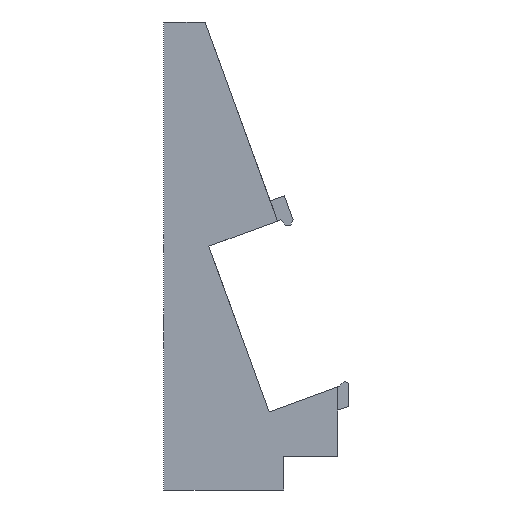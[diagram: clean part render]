
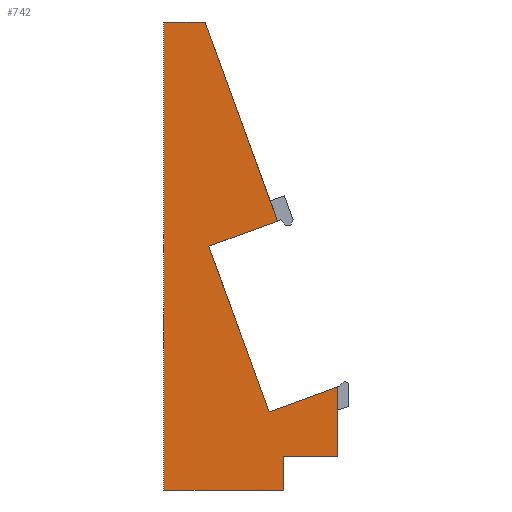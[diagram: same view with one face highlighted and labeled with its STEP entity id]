
A CAD part, left-side view. The second image highlights one B-rep face of the part: STEP entity #742.
In plain terms, the highlighted planar face has unit normal (-1, 0, 0).
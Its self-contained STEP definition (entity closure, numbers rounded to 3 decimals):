
#61=FACE_OUTER_BOUND('',#104,.T.);
#104=EDGE_LOOP('',(#636,#637,#638,#639,#640,#641,#642,#643,#644,#645));
#171=LINE('',#1119,#267);
#176=LINE('',#1128,#272);
#182=LINE('',#1141,#278);
#184=LINE('',#1145,#280);
#191=LINE('',#1168,#287);
#194=LINE('',#1175,#290);
#196=LINE('',#1179,#292);
#197=LINE('',#1181,#293);
#198=LINE('',#1183,#294);
#199=LINE('',#1184,#295);
#267=VECTOR('',#912,10.);
#272=VECTOR('',#919,10.);
#278=VECTOR('',#929,10.);
#280=VECTOR('',#933,10.);
#287=VECTOR('',#960,10.);
#290=VECTOR('',#967,10.);
#292=VECTOR('',#971,10.);
#293=VECTOR('',#972,10.);
#294=VECTOR('',#973,10.);
#295=VECTOR('',#974,10.);
#345=VERTEX_POINT('',#1116);
#346=VERTEX_POINT('',#1118);
#349=VERTEX_POINT('',#1126);
#353=VERTEX_POINT('',#1138);
#354=VERTEX_POINT('',#1140);
#355=VERTEX_POINT('',#1144);
#363=VERTEX_POINT('',#1174);
#364=VERTEX_POINT('',#1178);
#365=VERTEX_POINT('',#1180);
#366=VERTEX_POINT('',#1182);
#430=EDGE_CURVE('',#346,#345,#171,.T.);
#435=EDGE_CURVE('',#345,#349,#176,.T.);
#441=EDGE_CURVE('',#354,#353,#182,.T.);
#443=EDGE_CURVE('',#355,#354,#184,.T.);
#455=EDGE_CURVE('',#349,#355,#191,.T.);
#458=EDGE_CURVE('',#363,#346,#194,.T.);
#460=EDGE_CURVE('',#353,#364,#196,.T.);
#461=EDGE_CURVE('',#364,#365,#197,.T.);
#462=EDGE_CURVE('',#365,#366,#198,.T.);
#463=EDGE_CURVE('',#366,#363,#199,.T.);
#636=ORIENTED_EDGE('',*,*,#435,.T.);
#637=ORIENTED_EDGE('',*,*,#455,.T.);
#638=ORIENTED_EDGE('',*,*,#443,.T.);
#639=ORIENTED_EDGE('',*,*,#441,.T.);
#640=ORIENTED_EDGE('',*,*,#460,.T.);
#641=ORIENTED_EDGE('',*,*,#461,.T.);
#642=ORIENTED_EDGE('',*,*,#462,.T.);
#643=ORIENTED_EDGE('',*,*,#463,.T.);
#644=ORIENTED_EDGE('',*,*,#458,.T.);
#645=ORIENTED_EDGE('',*,*,#430,.T.);
#703=PLANE('',#800);
#742=ADVANCED_FACE('',(#61),#703,.T.);
#800=AXIS2_PLACEMENT_3D('',#1177,#969,#970);
#912=DIRECTION('',(0.,0.,1.));
#919=DIRECTION('',(0.,0.94,-0.342));
#929=DIRECTION('',(0.,0.342,0.94));
#933=DIRECTION('',(0.,-0.94,0.342));
#960=DIRECTION('',(0.,0.342,0.94));
#967=DIRECTION('',(0.,-1.,0.));
#969=DIRECTION('center_axis',(-1.,0.,0.));
#970=DIRECTION('ref_axis',(0.,0.,1.));
#971=DIRECTION('',(0.,1.,0.));
#972=DIRECTION('',(0.,0.,-1.));
#973=DIRECTION('',(0.,-1.,0.));
#974=DIRECTION('',(0.,0.,1.));
#1116=CARTESIAN_POINT('',(-280.9,205.,-37.523));
#1118=CARTESIAN_POINT('',(-280.9,205.,-43.9));
#1119=CARTESIAN_POINT('',(-280.9,205.,-31.511));
#1126=CARTESIAN_POINT('',(-280.9,211.332,-39.827));
#1128=CARTESIAN_POINT('',(-280.9,164.511,-22.786));
#1138=CARTESIAN_POINT('',(-280.9,217.201,-4.));
#1140=CARTESIAN_POINT('',(-280.9,210.541,-22.3));
#1141=CARTESIAN_POINT('',(-280.9,207.505,-30.639));
#1144=CARTESIAN_POINT('',(-280.9,216.873,-24.604));
#1145=CARTESIAN_POINT('',(-280.9,166.886,-6.41));
#1168=CARTESIAN_POINT('',(-280.9,210.508,-42.093));
#1174=CARTESIAN_POINT('',(-280.9,210.,-43.9));
#1175=CARTESIAN_POINT('',(-280.9,157.75,-43.9));
#1177=CARTESIAN_POINT('Origin',(-280.9,110.5,-25.5));
#1178=CARTESIAN_POINT('',(-280.9,220.999,-4.));
#1179=CARTESIAN_POINT('',(-280.9,165.749,-4.));
#1180=CARTESIAN_POINT('',(-280.9,220.999,-46.999));
#1181=CARTESIAN_POINT('',(-280.9,220.999,-36.249));
#1182=CARTESIAN_POINT('',(-280.9,210.,-46.999));
#1183=CARTESIAN_POINT('',(-280.9,160.25,-46.999));
#1184=CARTESIAN_POINT('',(-280.9,210.,-34.7));
